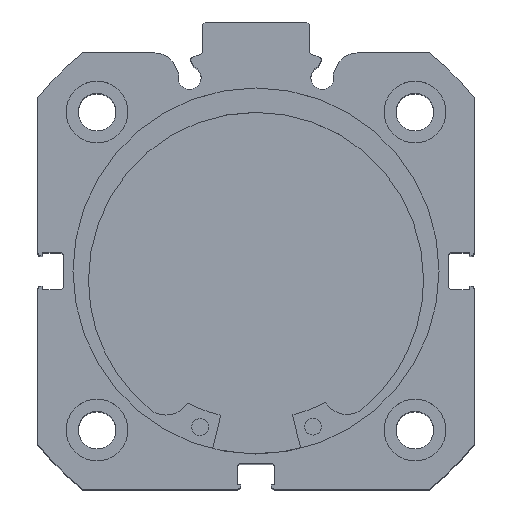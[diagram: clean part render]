
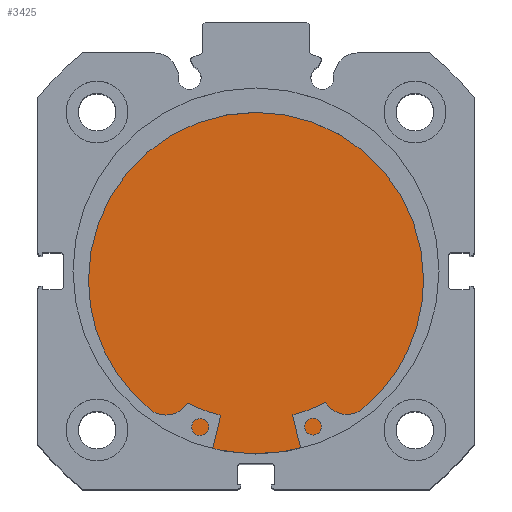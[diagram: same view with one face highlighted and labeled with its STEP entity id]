
A CAD part, top view. The second image highlights one B-rep face of the part: STEP entity #3425.
In plain terms, the highlighted face is planar.
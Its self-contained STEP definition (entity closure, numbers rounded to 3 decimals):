
#532 = CARTESIAN_POINT ( 'NONE',  ( 9.5, 0., 32.5 ) ) ;
#541 = CARTESIAN_POINT ( 'NONE',  ( 9.5, 0., -32.5 ) ) ;
#984 = CARTESIAN_POINT ( 'NONE',  ( 9.5, 0., 0. ) ) ;
#989 = DIRECTION ( 'NONE',  ( -1., 0., 0. ) ) ;
#990 = DIRECTION ( 'NONE',  ( 0., 0., 1. ) ) ;
#1017 = CARTESIAN_POINT ( 'NONE',  ( 9.5, 0., 0. ) ) ;
#1019 = DIRECTION ( 'NONE',  ( -1., 0., 0. ) ) ;
#1020 = DIRECTION ( 'NONE',  ( 0., 0., 1. ) ) ;
#1529 = AXIS2_PLACEMENT_3D ( 'NONE', #984, #989, #990 ) ;
#1535 = AXIS2_PLACEMENT_3D ( 'NONE', #1017, #1019, #1020 ) ;
#1897 = CIRCLE ( 'NONE', #1529, 32.5 ) ;
#1910 = CIRCLE ( 'NONE', #1535, 32.5 ) ;
#3425 = ADVANCED_FACE ( 'NONE', ( #4375 ), #6154, .F. ) ;
#3850 = ORIENTED_EDGE ( 'NONE', *, *, #6546, .F. ) ;
#3851 = ORIENTED_EDGE ( 'NONE', *, *, #6535, .F. ) ;
#4212 = EDGE_LOOP ( 'NONE', ( #3851, #3850 ) ) ;
#4375 = FACE_OUTER_BOUND ( 'NONE', #4212, .T. ) ;
#5937 = VERTEX_POINT ( 'NONE', #532 ) ;
#5952 = VERTEX_POINT ( 'NONE', #541 ) ;
#6052 = DIRECTION ( 'NONE',  ( 0., 0., 1. ) ) ;
#6057 = DIRECTION ( 'NONE',  ( -1., 0., 0. ) ) ;
#6153 = CARTESIAN_POINT ( 'NONE',  ( 9.5, 32.5, 0. ) ) ;
#6154 = PLANE ( 'NONE',  #6332 ) ;
#6332 = AXIS2_PLACEMENT_3D ( 'NONE', #6153, #6057, #6052 ) ;
#6535 = EDGE_CURVE ( 'NONE', #5937, #5952, #1897, .T. ) ;
#6546 = EDGE_CURVE ( 'NONE', #5952, #5937, #1910, .T. ) ;
